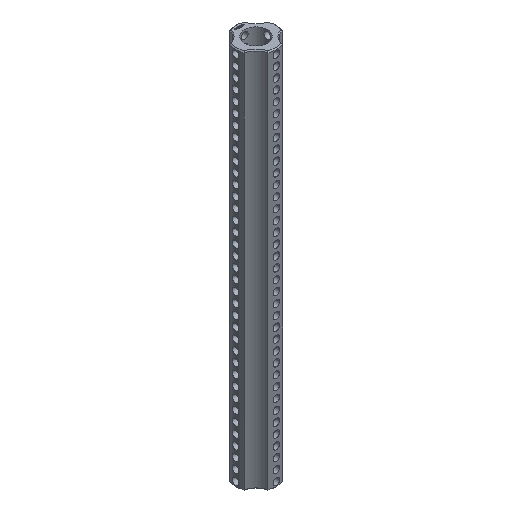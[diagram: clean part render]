
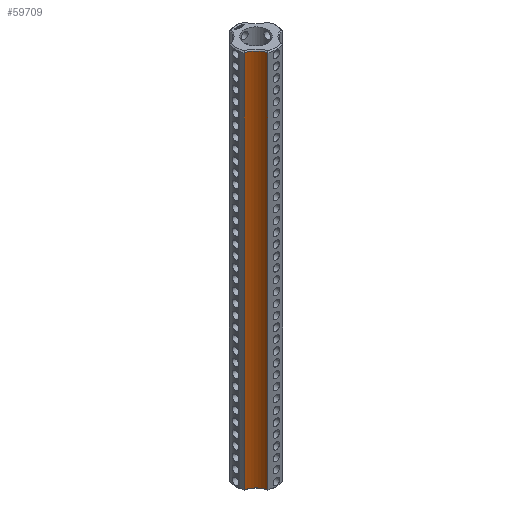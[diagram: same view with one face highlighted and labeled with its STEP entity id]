
A CAD part, isometric view. The second image highlights one B-rep face of the part: STEP entity #59709.
In plain terms, the highlighted cylindrical face has radius 5 mm (diameter 10 mm), a partial arc.
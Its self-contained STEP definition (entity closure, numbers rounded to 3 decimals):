
#7996 = CYLINDRICAL_SURFACE('',#7997,6.25);
#7997 = AXIS2_PLACEMENT_3D('',#7998,#7999,#8000);
#7998 = CARTESIAN_POINT('',(0.,0.,0.));
#7999 = DIRECTION('',(-0.,-0.,-1.));
#8000 = DIRECTION('',(1.,0.,0.));
#17447 = EDGE_CURVE('',#17448,#17450,#17452,.T.);
#17448 = VERTEX_POINT('',#17449);
#17449 = CARTESIAN_POINT('',(-2.225,-5.841,0.3));
#17450 = VERTEX_POINT('',#17451);
#17451 = CARTESIAN_POINT('',(-2.225,-5.841,115.325));
#17452 = SURFACE_CURVE('',#17453,(#17457,#17464),.PCURVE_S1.);
#17453 = LINE('',#17454,#17455);
#17454 = CARTESIAN_POINT('',(-2.225,-5.841,0.));
#17455 = VECTOR('',#17456,1.);
#17456 = DIRECTION('',(0.,0.,1.));
#17457 = PCURVE('',#7996,#17458);
#17458 = DEFINITIONAL_REPRESENTATION('',(#17459),#17463);
#17459 = LINE('',#17460,#17461);
#17460 = CARTESIAN_POINT('',(-4.348,0.));
#17461 = VECTOR('',#17462,1.);
#17462 = DIRECTION('',(-0.,-1.));
#17463 = ( GEOMETRIC_REPRESENTATION_CONTEXT(2) 
PARAMETRIC_REPRESENTATION_CONTEXT() REPRESENTATION_CONTEXT('2D SPACE',''
  ) );
#17464 = PCURVE('',#17465,#17470);
#17465 = CYLINDRICAL_SURFACE('',#17466,5.);
#17466 = AXIS2_PLACEMENT_3D('',#17467,#17468,#17469);
#17467 = CARTESIAN_POINT('',(-7.071,-7.071,0.));
#17468 = DIRECTION('',(-0.,-0.,-1.));
#17469 = DIRECTION('',(1.,0.,0.));
#17470 = DEFINITIONAL_REPRESENTATION('',(#17471),#17475);
#17471 = LINE('',#17472,#17473);
#17472 = CARTESIAN_POINT('',(-0.249,0.));
#17473 = VECTOR('',#17474,1.);
#17474 = DIRECTION('',(-0.,-1.));
#17475 = ( GEOMETRIC_REPRESENTATION_CONTEXT(2) 
PARAMETRIC_REPRESENTATION_CONTEXT() REPRESENTATION_CONTEXT('2D SPACE',''
  ) );
#23845 = CONICAL_SURFACE('',#23846,5.,0.785);
#23846 = AXIS2_PLACEMENT_3D('',#23847,#23848,#23849);
#23847 = CARTESIAN_POINT('',(-7.071,-7.071,0.3));
#23848 = DIRECTION('',(-0.,-0.,-1.));
#23849 = DIRECTION('',(0.969,0.246,0.));
#24047 = CONICAL_SURFACE('',#24048,5.,0.785);
#24048 = AXIS2_PLACEMENT_3D('',#24049,#24050,#24051);
#24049 = CARTESIAN_POINT('',(-7.071,-7.071,115.325));
#24050 = DIRECTION('',(0.,0.,1.));
#24051 = DIRECTION('',(0.969,0.246,0.));
#59709 = ADVANCED_FACE('',(#59710),#17465,.F.);
#59710 = FACE_BOUND('',#59711,.T.);
#59711 = EDGE_LOOP('',(#59712,#59713,#59737,#59765));
#59712 = ORIENTED_EDGE('',*,*,#17447,.T.);
#59713 = ORIENTED_EDGE('',*,*,#59714,.T.);
#59714 = EDGE_CURVE('',#17450,#59715,#59717,.T.);
#59715 = VERTEX_POINT('',#59716);
#59716 = CARTESIAN_POINT('',(-5.841,-2.225,115.325));
#59717 = SURFACE_CURVE('',#59718,(#59723,#59730),.PCURVE_S1.);
#59718 = CIRCLE('',#59719,5.);
#59719 = AXIS2_PLACEMENT_3D('',#59720,#59721,#59722);
#59720 = CARTESIAN_POINT('',(-7.071,-7.071,115.325));
#59721 = DIRECTION('',(0.,-0.,1.));
#59722 = DIRECTION('',(0.969,0.246,0.));
#59723 = PCURVE('',#17465,#59724);
#59724 = DEFINITIONAL_REPRESENTATION('',(#59725),#59729);
#59725 = LINE('',#59726,#59727);
#59726 = CARTESIAN_POINT('',(-0.249,-115.325));
#59727 = VECTOR('',#59728,1.);
#59728 = DIRECTION('',(-1.,0.));
#59729 = ( GEOMETRIC_REPRESENTATION_CONTEXT(2) 
PARAMETRIC_REPRESENTATION_CONTEXT() REPRESENTATION_CONTEXT('2D SPACE',''
  ) );
#59730 = PCURVE('',#24047,#59731);
#59731 = DEFINITIONAL_REPRESENTATION('',(#59732),#59736);
#59732 = LINE('',#59733,#59734);
#59733 = CARTESIAN_POINT('',(0.,0.));
#59734 = VECTOR('',#59735,1.);
#59735 = DIRECTION('',(1.,0.));
#59736 = ( GEOMETRIC_REPRESENTATION_CONTEXT(2) 
PARAMETRIC_REPRESENTATION_CONTEXT() REPRESENTATION_CONTEXT('2D SPACE',''
  ) );
#59737 = ORIENTED_EDGE('',*,*,#59738,.F.);
#59738 = EDGE_CURVE('',#59739,#59715,#59741,.T.);
#59739 = VERTEX_POINT('',#59740);
#59740 = CARTESIAN_POINT('',(-5.841,-2.225,0.3));
#59741 = SURFACE_CURVE('',#59742,(#59746,#59753),.PCURVE_S1.);
#59742 = LINE('',#59743,#59744);
#59743 = CARTESIAN_POINT('',(-5.841,-2.225,0.));
#59744 = VECTOR('',#59745,1.);
#59745 = DIRECTION('',(0.,0.,1.));
#59746 = PCURVE('',#17465,#59747);
#59747 = DEFINITIONAL_REPRESENTATION('',(#59748),#59752);
#59748 = LINE('',#59749,#59750);
#59749 = CARTESIAN_POINT('',(-1.322,0.));
#59750 = VECTOR('',#59751,1.);
#59751 = DIRECTION('',(-0.,-1.));
#59752 = ( GEOMETRIC_REPRESENTATION_CONTEXT(2) 
PARAMETRIC_REPRESENTATION_CONTEXT() REPRESENTATION_CONTEXT('2D SPACE',''
  ) );
#59753 = PCURVE('',#59754,#59759);
#59754 = CYLINDRICAL_SURFACE('',#59755,6.25);
#59755 = AXIS2_PLACEMENT_3D('',#59756,#59757,#59758);
#59756 = CARTESIAN_POINT('',(0.,0.,0.));
#59757 = DIRECTION('',(-0.,-0.,-1.));
#59758 = DIRECTION('',(1.,0.,0.));
#59759 = DEFINITIONAL_REPRESENTATION('',(#59760),#59764);
#59760 = LINE('',#59761,#59762);
#59761 = CARTESIAN_POINT('',(-3.506,0.));
#59762 = VECTOR('',#59763,1.);
#59763 = DIRECTION('',(-0.,-1.));
#59764 = ( GEOMETRIC_REPRESENTATION_CONTEXT(2) 
PARAMETRIC_REPRESENTATION_CONTEXT() REPRESENTATION_CONTEXT('2D SPACE',''
  ) );
#59765 = ORIENTED_EDGE('',*,*,#59766,.F.);
#59766 = EDGE_CURVE('',#17448,#59739,#59767,.T.);
#59767 = SURFACE_CURVE('',#59768,(#59773,#59780),.PCURVE_S1.);
#59768 = CIRCLE('',#59769,5.);
#59769 = AXIS2_PLACEMENT_3D('',#59770,#59771,#59772);
#59770 = CARTESIAN_POINT('',(-7.071,-7.071,0.3));
#59771 = DIRECTION('',(0.,-0.,1.));
#59772 = DIRECTION('',(0.969,0.246,0.));
#59773 = PCURVE('',#17465,#59774);
#59774 = DEFINITIONAL_REPRESENTATION('',(#59775),#59779);
#59775 = LINE('',#59776,#59777);
#59776 = CARTESIAN_POINT('',(-0.249,-0.3));
#59777 = VECTOR('',#59778,1.);
#59778 = DIRECTION('',(-1.,0.));
#59779 = ( GEOMETRIC_REPRESENTATION_CONTEXT(2) 
PARAMETRIC_REPRESENTATION_CONTEXT() REPRESENTATION_CONTEXT('2D SPACE',''
  ) );
#59780 = PCURVE('',#23845,#59781);
#59781 = DEFINITIONAL_REPRESENTATION('',(#59782),#59786);
#59782 = LINE('',#59783,#59784);
#59783 = CARTESIAN_POINT('',(-0.,0.));
#59784 = VECTOR('',#59785,1.);
#59785 = DIRECTION('',(-1.,0.));
#59786 = ( GEOMETRIC_REPRESENTATION_CONTEXT(2) 
PARAMETRIC_REPRESENTATION_CONTEXT() REPRESENTATION_CONTEXT('2D SPACE',''
  ) );
